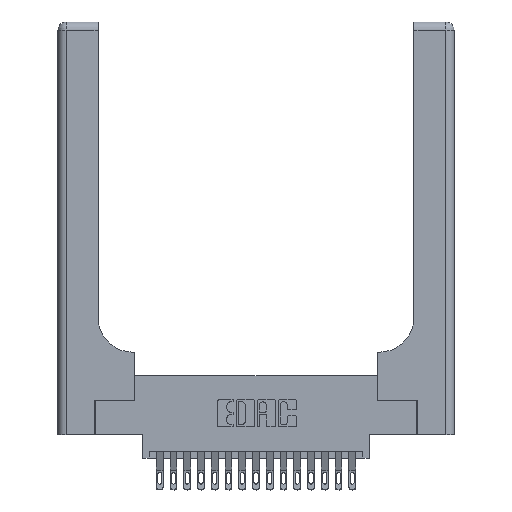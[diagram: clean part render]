
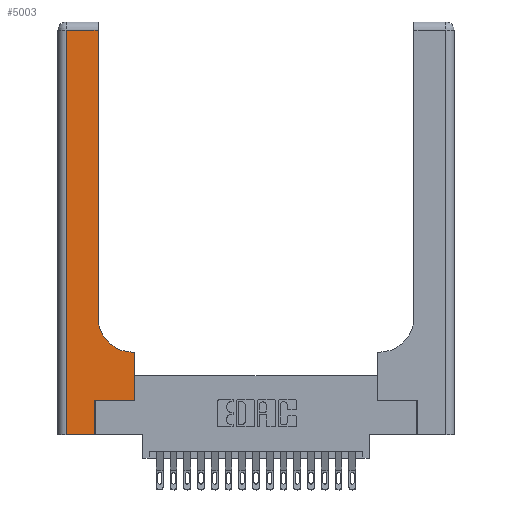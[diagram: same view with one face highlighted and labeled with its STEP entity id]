
A CAD part, top view. The second image highlights one B-rep face of the part: STEP entity #5003.
In plain terms, the highlighted planar face has unit normal (0, 0, 1).
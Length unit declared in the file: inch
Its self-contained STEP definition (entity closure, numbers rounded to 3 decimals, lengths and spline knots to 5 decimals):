
#1126 = ORIENTED_EDGE ( 'NONE', *, *, #7841, .T. ) ;
#1147 = AXIS2_PLACEMENT_3D ( 'NONE', #20907, #8341, #14660 ) ;
#1276 = CIRCLE ( 'NONE', #1147, 0.25 ) ;
#1687 = LINE ( 'NONE', #19613, #9882 ) ;
#1707 = FACE_OUTER_BOUND ( 'NONE', #5253, .T. ) ;
#2109 = ORIENTED_EDGE ( 'NONE', *, *, #2602, .T. ) ;
#2252 = VECTOR ( 'NONE', #17117, 39.37008 ) ;
#2461 = CARTESIAN_POINT ( 'NONE',  ( 0., 3., 0.37 ) ) ;
#2602 = EDGE_CURVE ( 'NONE', #10042, #19756, #1276, .T. ) ;
#2953 = LINE ( 'NONE', #19013, #19703 ) ;
#3232 = VERTEX_POINT ( 'NONE', #4903 ) ;
#3249 = VERTEX_POINT ( 'NONE', #9800 ) ;
#3581 = EDGE_CURVE ( 'NONE', #19756, #3249, #18568, .T. ) ;
#4124 = DIRECTION ( 'NONE',  ( 0., 0., -1. ) ) ;
#4164 = CARTESIAN_POINT ( 'NONE',  ( 0.2915, 0.6, 0.37 ) ) ;
#4849 = ORIENTED_EDGE ( 'NONE', *, *, #3581, .T. ) ;
#4903 = CARTESIAN_POINT ( 'NONE',  ( 0.269, 0.25, 0.37 ) ) ;
#4925 = AXIS2_PLACEMENT_3D ( 'NONE', #2461, #4124, #15457 ) ;
#5003 = ADVANCED_FACE ( 'NONE', ( #1707 ), #17011, .F. ) ;
#5253 = EDGE_LOOP ( 'NONE', ( #4849, #19582, #10598, #10018, #8543, #12982, #20565, #1126, #2109 ) ) ;
#5451 = EDGE_CURVE ( 'NONE', #11448, #6770, #1687, .T. ) ;
#5554 = CARTESIAN_POINT ( 'NONE',  ( 0.2915, 0.85, 0.37 ) ) ;
#5632 = CARTESIAN_POINT ( 'NONE',  ( 0., 2.94, 0.37 ) ) ;
#5753 = DIRECTION ( 'NONE',  ( 0., 1., 0. ) ) ;
#6364 = DIRECTION ( 'NONE',  ( 0., 1., 0. ) ) ;
#6744 = DIRECTION ( 'NONE',  ( 0., -1., 0. ) ) ;
#6770 = VERTEX_POINT ( 'NONE', #14136 ) ;
#6921 = CARTESIAN_POINT ( 'NONE',  ( 0.5415, 0.6, 0.37 ) ) ;
#7286 = DIRECTION ( 'NONE',  ( -1., 0., 0. ) ) ;
#7506 = LINE ( 'NONE', #5632, #15571 ) ;
#7511 = EDGE_CURVE ( 'NONE', #3232, #10335, #17000, .T. ) ;
#7841 = EDGE_CURVE ( 'NONE', #11285, #10042, #15216, .T. ) ;
#7925 = CARTESIAN_POINT ( 'NONE',  ( 0.5585, 0.25, 0.37 ) ) ;
#8341 = DIRECTION ( 'NONE',  ( 0., 0., -1. ) ) ;
#8419 = LINE ( 'NONE', #19881, #20286 ) ;
#8543 = ORIENTED_EDGE ( 'NONE', *, *, #9809, .T. ) ;
#8588 = DIRECTION ( 'NONE',  ( 0., 1., 0. ) ) ;
#9800 = CARTESIAN_POINT ( 'NONE',  ( 0.2915, 2.94, 0.37 ) ) ;
#9809 = EDGE_CURVE ( 'NONE', #14446, #3232, #14923, .T. ) ;
#9882 = VECTOR ( 'NONE', #6744, 39.37008 ) ;
#10018 = ORIENTED_EDGE ( 'NONE', *, *, #10236, .T. ) ;
#10042 = VERTEX_POINT ( 'NONE', #6921 ) ;
#10110 = VECTOR ( 'NONE', #6364, 39.37008 ) ;
#10236 = EDGE_CURVE ( 'NONE', #6770, #14446, #2953, .T. ) ;
#10335 = VERTEX_POINT ( 'NONE', #7925 ) ;
#10598 = ORIENTED_EDGE ( 'NONE', *, *, #5451, .T. ) ;
#10959 = DIRECTION ( 'NONE',  ( 1., 0., 0. ) ) ;
#11285 = VERTEX_POINT ( 'NONE', #15503 ) ;
#11448 = VERTEX_POINT ( 'NONE', #14226 ) ;
#12982 = ORIENTED_EDGE ( 'NONE', *, *, #7511, .T. ) ;
#13785 = CARTESIAN_POINT ( 'NONE',  ( 0.269, 0., 0.37 ) ) ;
#14136 = CARTESIAN_POINT ( 'NONE',  ( 0.06, 0., 0.37 ) ) ;
#14226 = CARTESIAN_POINT ( 'NONE',  ( 0.06, 2.94, 0.37 ) ) ;
#14431 = CARTESIAN_POINT ( 'NONE',  ( 0.269, 0., 0.37 ) ) ;
#14446 = VERTEX_POINT ( 'NONE', #13785 ) ;
#14660 = DIRECTION ( 'NONE',  ( 1., 0., 0. ) ) ;
#14923 = LINE ( 'NONE', #14431, #10110 ) ;
#15216 = LINE ( 'NONE', #4164, #2252 ) ;
#15457 = DIRECTION ( 'NONE',  ( -1., 0., 0. ) ) ;
#15503 = CARTESIAN_POINT ( 'NONE',  ( 0.5585, 0.6, 0.37 ) ) ;
#15571 = VECTOR ( 'NONE', #7286, 39.37008 ) ;
#16290 = CARTESIAN_POINT ( 'NONE',  ( 0.269, 0.25, 0.37 ) ) ;
#16493 = VECTOR ( 'NONE', #19479, 39.37008 ) ;
#17000 = LINE ( 'NONE', #16290, #16493 ) ;
#17011 = PLANE ( 'NONE',  #4925 ) ;
#17064 = CARTESIAN_POINT ( 'NONE',  ( 0.2915, 3., 0.37 ) ) ;
#17117 = DIRECTION ( 'NONE',  ( -1., 0., 0. ) ) ;
#18568 = LINE ( 'NONE', #17064, #19067 ) ;
#19013 = CARTESIAN_POINT ( 'NONE',  ( 0., 0., 0.37 ) ) ;
#19017 = EDGE_CURVE ( 'NONE', #10335, #11285, #8419, .T. ) ;
#19067 = VECTOR ( 'NONE', #5753, 39.37008 ) ;
#19479 = DIRECTION ( 'NONE',  ( 1., 0., 0. ) ) ;
#19582 = ORIENTED_EDGE ( 'NONE', *, *, #20880, .T. ) ;
#19613 = CARTESIAN_POINT ( 'NONE',  ( 0.06, 3., 0.37 ) ) ;
#19703 = VECTOR ( 'NONE', #10959, 39.37008 ) ;
#19756 = VERTEX_POINT ( 'NONE', #5554 ) ;
#19881 = CARTESIAN_POINT ( 'NONE',  ( 0.5585, 0.25, 0.37 ) ) ;
#20286 = VECTOR ( 'NONE', #8588, 39.37008 ) ;
#20565 = ORIENTED_EDGE ( 'NONE', *, *, #19017, .T. ) ;
#20880 = EDGE_CURVE ( 'NONE', #3249, #11448, #7506, .T. ) ;
#20907 = CARTESIAN_POINT ( 'NONE',  ( 0.5415, 0.85, 0.37 ) ) ;
